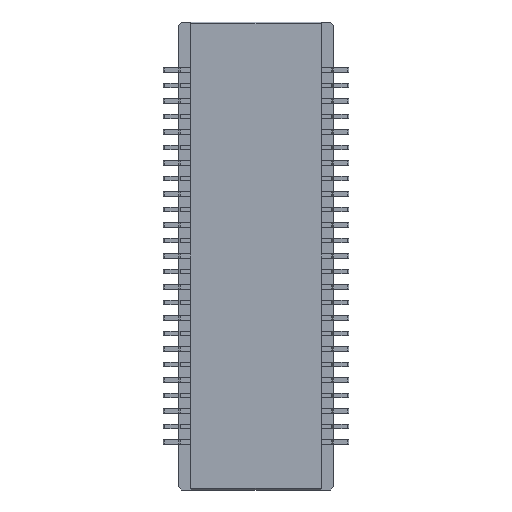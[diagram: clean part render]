
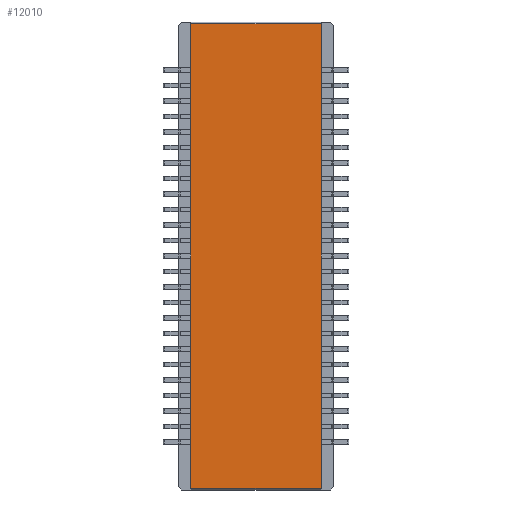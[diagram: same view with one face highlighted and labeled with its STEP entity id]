
A CAD part, front view. The second image highlights one B-rep face of the part: STEP entity #12010.
In plain terms, the highlighted planar face has unit normal (0, -1, 0).
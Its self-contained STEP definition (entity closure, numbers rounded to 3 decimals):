
#1440=CARTESIAN_POINT('',(-0.513,-0.327,0.2));
#1450=VERTEX_POINT('',#1440);
#1480=CARTESIAN_POINT('',(1.587,-0.327,0.2));
#1490=DIRECTION('',(1.,0.,0.));
#1500=VECTOR('',#1490,1.);
#1510=LINE('',#1480,#1500);
#1520=CARTESIAN_POINT('',(3.687,-0.327,0.2));
#1530=VERTEX_POINT('',#1520);
#1540=EDGE_CURVE('',#1450,#1530,#1510,.T.);
#11710=CARTESIAN_POINT('',(3.687,-0.327,-2.35));
#11720=DIRECTION('',(-0.,-1.,-0.));
#11730=DIRECTION('',(-1.,0.,0.));
#11740=AXIS2_PLACEMENT_3D('',#11710,#11720,#11730);
#11750=PLANE('',#11740);
#11760=ORIENTED_EDGE('',*,*,#1540,.T.);
#11770=CARTESIAN_POINT('',(-0.513,-0.327,0.15));
#11780=DIRECTION('',(0.,0.,1.));
#11790=VECTOR('',#11780,1.);
#11800=LINE('',#11770,#11790);
#11810=CARTESIAN_POINT('',(-0.513,-0.327,15.2));
#11820=VERTEX_POINT('',#11810);
#11830=EDGE_CURVE('',#1450,#11820,#11800,.T.);
#11840=ORIENTED_EDGE('',*,*,#11830,.F.);
#11850=CARTESIAN_POINT('',(1.587,-0.327,15.2));
#11860=DIRECTION('',(1.,0.,0.));
#11870=VECTOR('',#11860,1.);
#11880=LINE('',#11850,#11870);
#11890=CARTESIAN_POINT('',(3.687,-0.327,15.2));
#11900=VERTEX_POINT('',#11890);
#11910=EDGE_CURVE('',#11820,#11900,#11880,.T.);
#11920=ORIENTED_EDGE('',*,*,#11910,.F.);
#11930=CARTESIAN_POINT('',(3.687,-0.327,-2.35));
#11940=DIRECTION('',(0.,0.,1.));
#11950=VECTOR('',#11940,1.);
#11960=LINE('',#11930,#11950);
#11970=EDGE_CURVE('',#1530,#11900,#11960,.T.);
#11980=ORIENTED_EDGE('',*,*,#11970,.T.);
#11990=EDGE_LOOP('',(#11980,#11920,#11840,#11760));
#12000=FACE_OUTER_BOUND('',#11990,.T.);
#12010=ADVANCED_FACE('',(#12000),#11750,.T.);
